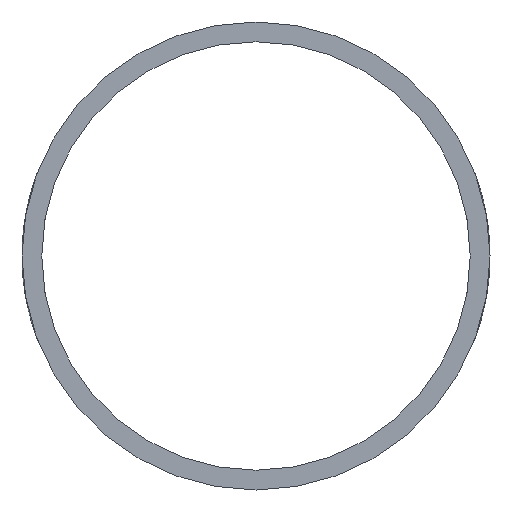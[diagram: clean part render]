
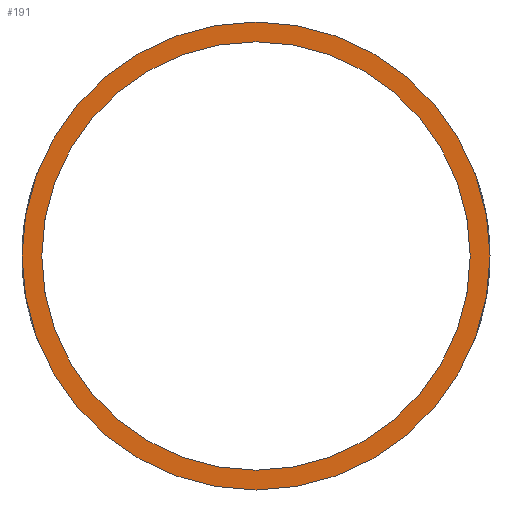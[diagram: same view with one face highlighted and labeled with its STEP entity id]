
A CAD part, front view. The second image highlights one B-rep face of the part: STEP entity #191.
In plain terms, the highlighted planar face has unit normal (0, -1, 0).
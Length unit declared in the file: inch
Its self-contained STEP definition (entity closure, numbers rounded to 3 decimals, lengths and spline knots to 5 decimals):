
#53 = EDGE_LOOP ( 'NONE', ( #1032, #106 ) ) ;
#67 = FACE_BOUND ( 'NONE', #434, .T. ) ;
#75 = EDGE_CURVE ( 'NONE', #1107, #632, #346, .T. ) ;
#106 = ORIENTED_EDGE ( 'NONE', *, *, #903, .F. ) ;
#191 = ADVANCED_FACE ( 'NONE', ( #304, #67 ), #432, .F. ) ;
#214 = DIRECTION ( 'NONE',  ( 0., 0., 1. ) ) ;
#223 = ORIENTED_EDGE ( 'NONE', *, *, #1370, .T. ) ;
#230 = CARTESIAN_POINT ( 'NONE',  ( 0., 0., 0. ) ) ;
#273 = AXIS2_PLACEMENT_3D ( 'NONE', #547, #524, #539 ) ;
#295 = CIRCLE ( 'NONE', #273, 3.0325 ) ;
#304 = FACE_OUTER_BOUND ( 'NONE', #53, .T. ) ;
#346 = CIRCLE ( 'NONE', #464, 3.3125 ) ;
#431 = CARTESIAN_POINT ( 'NONE',  ( 0., 0., 3.3125 ) ) ;
#432 = PLANE ( 'NONE',  #888 ) ;
#434 = EDGE_LOOP ( 'NONE', ( #982, #223 ) ) ;
#464 = AXIS2_PLACEMENT_3D ( 'NONE', #577, #1460, #214 ) ;
#524 = DIRECTION ( 'NONE',  ( 0., 1., 0. ) ) ;
#539 = DIRECTION ( 'NONE',  ( 0., 0., 1. ) ) ;
#547 = CARTESIAN_POINT ( 'NONE',  ( 0., 0., 0. ) ) ;
#577 = CARTESIAN_POINT ( 'NONE',  ( 0., 0., 0. ) ) ;
#632 = VERTEX_POINT ( 'NONE', #431 ) ;
#721 = EDGE_CURVE ( 'NONE', #747, #737, #295, .T. ) ;
#737 = VERTEX_POINT ( 'NONE', #911 ) ;
#747 = VERTEX_POINT ( 'NONE', #1441 ) ;
#767 = AXIS2_PLACEMENT_3D ( 'NONE', #782, #1237, #1347 ) ;
#777 = DIRECTION ( 'NONE',  ( 0., 1., 0. ) ) ;
#782 = CARTESIAN_POINT ( 'NONE',  ( 0., 0., 0. ) ) ;
#794 = CIRCLE ( 'NONE', #767, 3.0325 ) ;
#805 = CARTESIAN_POINT ( 'NONE',  ( 0., 0., 0. ) ) ;
#888 = AXIS2_PLACEMENT_3D ( 'NONE', #805, #777, #1231 ) ;
#903 = EDGE_CURVE ( 'NONE', #632, #1107, #1079, .T. ) ;
#911 = CARTESIAN_POINT ( 'NONE',  ( 0., 0., 3.0325 ) ) ;
#937 = DIRECTION ( 'NONE',  ( 0., 1., 0. ) ) ;
#977 = CARTESIAN_POINT ( 'NONE',  ( 0., 0., -3.3125 ) ) ;
#982 = ORIENTED_EDGE ( 'NONE', *, *, #721, .T. ) ;
#1032 = ORIENTED_EDGE ( 'NONE', *, *, #75, .F. ) ;
#1079 = CIRCLE ( 'NONE', #1453, 3.3125 ) ;
#1107 = VERTEX_POINT ( 'NONE', #977 ) ;
#1137 = DIRECTION ( 'NONE',  ( 0., 0., 1. ) ) ;
#1231 = DIRECTION ( 'NONE',  ( 0., 0., 1. ) ) ;
#1237 = DIRECTION ( 'NONE',  ( 0., 1., 0. ) ) ;
#1347 = DIRECTION ( 'NONE',  ( 0., 0., 1. ) ) ;
#1370 = EDGE_CURVE ( 'NONE', #737, #747, #794, .T. ) ;
#1441 = CARTESIAN_POINT ( 'NONE',  ( 0., 0., -3.0325 ) ) ;
#1453 = AXIS2_PLACEMENT_3D ( 'NONE', #230, #937, #1137 ) ;
#1460 = DIRECTION ( 'NONE',  ( 0., 1., 0. ) ) ;
